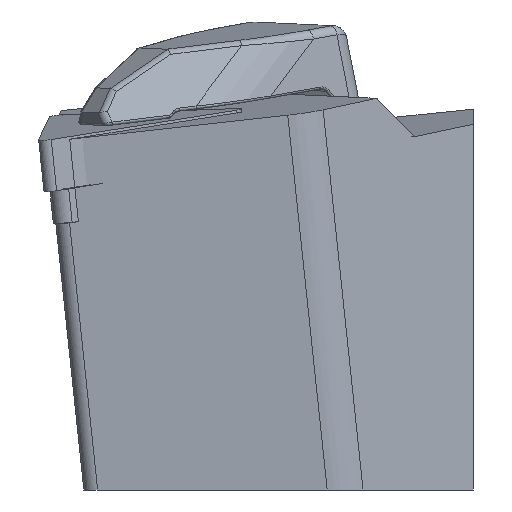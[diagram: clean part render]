
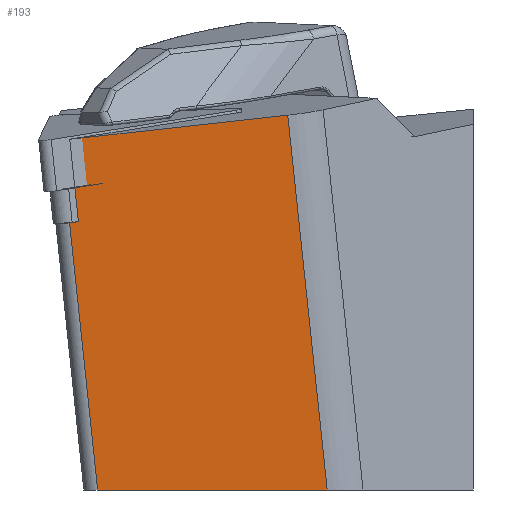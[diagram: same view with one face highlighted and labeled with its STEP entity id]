
A CAD part, left-side view. The second image highlights one B-rep face of the part: STEP entity #193.
In plain terms, the highlighted planar face has unit normal (-0.993, -0.062, -0.098).
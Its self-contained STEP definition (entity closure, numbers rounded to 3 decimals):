
#193=ADVANCED_FACE('',(#358),#309,.F.);
#309=PLANE('',#2027);
#358=FACE_OUTER_BOUND('',#469,.T.);
#469=EDGE_LOOP('',(#954,#955,#956,#957,#958,#959,#960));
#593=LINE('',#2832,#756);
#615=LINE('',#2880,#778);
#616=LINE('',#2883,#779);
#617=LINE('',#2885,#780);
#618=LINE('',#2887,#781);
#619=LINE('',#2888,#782);
#620=LINE('',#2890,#783);
#756=VECTOR('',#2246,1.);
#778=VECTOR('',#2282,1.);
#779=VECTOR('',#2283,1.);
#780=VECTOR('',#2284,1.);
#781=VECTOR('',#2285,1.);
#782=VECTOR('',#2286,1.);
#783=VECTOR('',#2287,1.);
#954=ORIENTED_EDGE('',*,*,#1702,.T.);
#955=ORIENTED_EDGE('',*,*,#1703,.F.);
#956=ORIENTED_EDGE('',*,*,#1704,.F.);
#957=ORIENTED_EDGE('',*,*,#1705,.T.);
#958=ORIENTED_EDGE('',*,*,#1678,.F.);
#959=ORIENTED_EDGE('',*,*,#1706,.T.);
#960=ORIENTED_EDGE('',*,*,#1707,.T.);
#1494=VERTEX_POINT('',#2831);
#1495=VERTEX_POINT('',#2833);
#1514=VERTEX_POINT('',#2881);
#1515=VERTEX_POINT('',#2882);
#1516=VERTEX_POINT('',#2884);
#1517=VERTEX_POINT('',#2886);
#1518=VERTEX_POINT('',#2889);
#1678=EDGE_CURVE('',#1494,#1495,#593,.T.);
#1702=EDGE_CURVE('',#1514,#1515,#615,.T.);
#1703=EDGE_CURVE('',#1516,#1515,#616,.T.);
#1704=EDGE_CURVE('',#1517,#1516,#617,.T.);
#1705=EDGE_CURVE('',#1517,#1495,#618,.T.);
#1706=EDGE_CURVE('',#1494,#1518,#619,.T.);
#1707=EDGE_CURVE('',#1518,#1514,#620,.T.);
#2027=AXIS2_PLACEMENT_3D('',#2891,#2288,#2289);
#2246=DIRECTION('',(0.052,-0.993,0.11));
#2282=DIRECTION('',(-0.052,0.993,-0.11));
#2283=DIRECTION('',(-0.105,0.104,0.989));
#2284=DIRECTION('',(-0.063,0.998,0.));
#2285=DIRECTION('',(-0.105,0.104,0.989));
#2286=DIRECTION('',(0.105,-0.104,-0.989));
#2287=DIRECTION('',(0.105,-0.104,-0.989));
#2288=DIRECTION('',(0.993,0.062,0.098));
#2289=DIRECTION('',(0.099,0.,-0.995));
#2831=CARTESIAN_POINT('',(1.98,37.068,0.214));
#2832=CARTESIAN_POINT('',(1.937,37.888,0.123));
#2833=CARTESIAN_POINT('',(3.019,17.046,2.428));
#2880=CARTESIAN_POINT('',(2.736,37.094,-7.433));
#2881=CARTESIAN_POINT('',(2.778,36.274,-7.342));
#2882=CARTESIAN_POINT('',(2.736,37.094,-7.433));
#2883=CARTESIAN_POINT('',(6.087,33.761,-39.143));
#2884=CARTESIAN_POINT('',(5.332,34.512,-32.));
#2885=CARTESIAN_POINT('',(5.382,33.717,-32.));
#2886=CARTESIAN_POINT('',(6.658,13.428,-32.));
#2887=CARTESIAN_POINT('',(7.169,12.919,-36.838));
#2888=CARTESIAN_POINT('',(1.733,37.313,2.548));
#2889=CARTESIAN_POINT('',(2.446,36.604,-4.197));
#2890=CARTESIAN_POINT('',(1.733,37.313,2.548));
#2891=CARTESIAN_POINT('',(6.087,33.761,-39.143));
